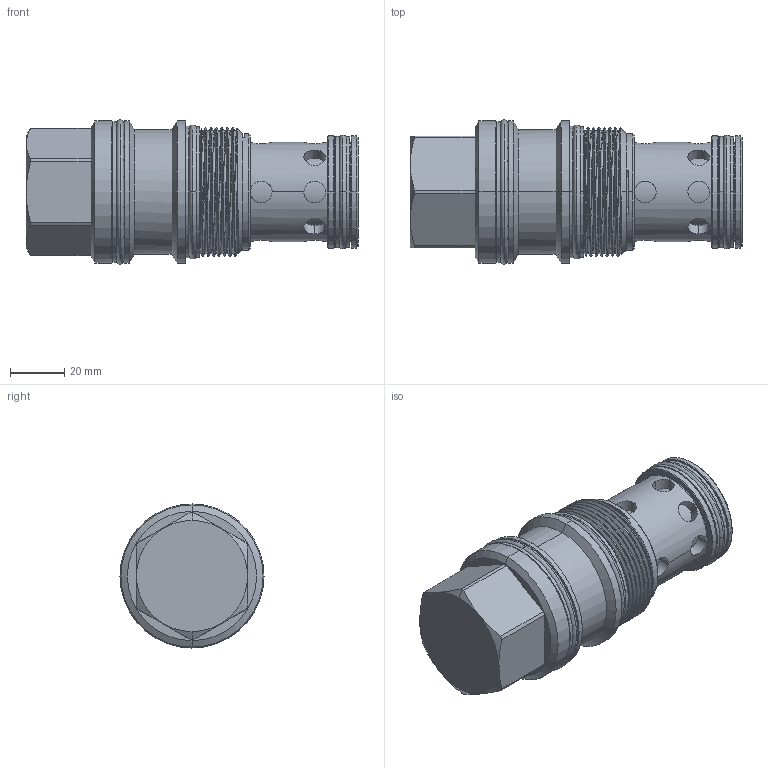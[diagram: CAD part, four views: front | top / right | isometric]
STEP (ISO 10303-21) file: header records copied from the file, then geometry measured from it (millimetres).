
FILE_DESCRIPTION (( 'STEP AP203' ), '1' );
FILE_NAME ('LO19A3A(3B)(3C)-N.STEP', '2016-06-04T08:01:36', ( '' ), ( '' ), 'SwSTEP 2.0', 'SolidWorks 2012', '' );
FILE_SCHEMA (( 'CONFIG_CONTROL_DESIGN' ));
Length unit declared in the file: millimetre
Products named in the file (1): LO19A3A(3B)(3C)-N
Bounding box: 122.33 x 53.11 x 53.11 mm (x, y, z)
Volume: 179435.2 mm3; surface area: 33187.9 mm2
Topology: 6 solids, 6 shells, 195 faces, 437 edges, 272 vertices
Faces by surface type: cylinder 110, plane 30, cone 30, torus 22, bspline 3
Entity records: 8434 total; most frequent: CARTESIAN_POINT 4102, DIRECTION 898, ORIENTED_EDGE 874, EDGE_CURVE 437, AXIS2_PLACEMENT_3D 378, VERTEX_POINT 272, EDGE_LOOP 223, FACE_OUTER_BOUND 195
